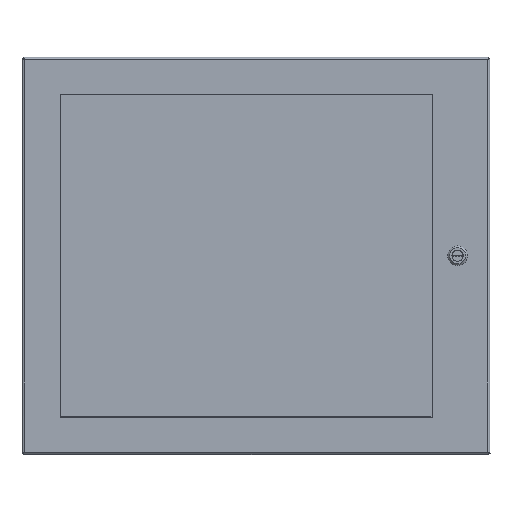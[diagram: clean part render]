
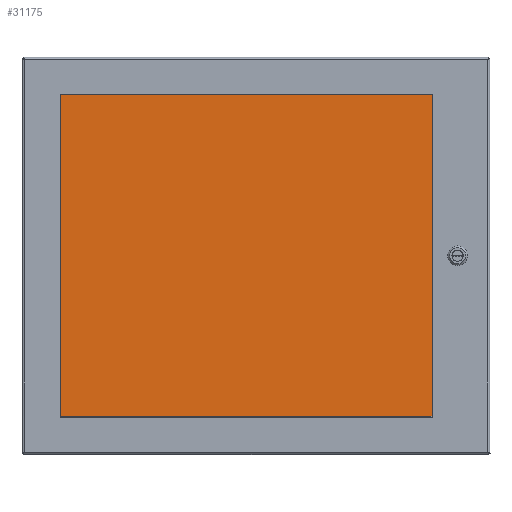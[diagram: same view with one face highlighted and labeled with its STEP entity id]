
A CAD part, front view. The second image highlights one B-rep face of the part: STEP entity #31175.
In plain terms, the highlighted planar face has unit normal (0, -1, 0).
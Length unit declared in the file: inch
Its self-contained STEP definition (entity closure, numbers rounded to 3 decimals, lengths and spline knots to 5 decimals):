
#1195 = DIRECTION ( 'NONE',  ( 0., -1., 0. ) ) ;
#1392 = VECTOR ( 'NONE', #22696, 39.37008 ) ;
#2354 = ORIENTED_EDGE ( 'NONE', *, *, #10524, .F. ) ;
#4483 = LINE ( 'NONE', #22103, #1392 ) ;
#6600 = FACE_OUTER_BOUND ( 'NONE', #16522, .T. ) ;
#7773 = VERTEX_POINT ( 'NONE', #14686 ) ;
#8398 = DIRECTION ( 'NONE',  ( 0., 0., -1. ) ) ;
#10403 = DIRECTION ( 'NONE',  ( 0., 0., 1. ) ) ;
#10524 = EDGE_CURVE ( 'NONE', #35738, #20982, #4483, .T. ) ;
#11195 = DIRECTION ( 'NONE',  ( -1., 0., 0. ) ) ;
#11406 = CARTESIAN_POINT ( 'NONE',  ( 9.8305, -1.796, -20.059 ) ) ;
#14469 = EDGE_CURVE ( 'NONE', #20982, #17293, #38821, .T. ) ;
#14686 = CARTESIAN_POINT ( 'NONE',  ( -10.9195, -1.796, -20.059 ) ) ;
#16522 = EDGE_LOOP ( 'NONE', ( #23850, #39351, #34803, #2354 ) ) ;
#17293 = VERTEX_POINT ( 'NONE', #39222 ) ;
#20982 = VERTEX_POINT ( 'NONE', #36694 ) ;
#22103 = CARTESIAN_POINT ( 'NONE',  ( 9.8305, -1.796, -2.059 ) ) ;
#22696 = DIRECTION ( 'NONE',  ( 1., 0., 0. ) ) ;
#23523 = EDGE_CURVE ( 'NONE', #17293, #7773, #26384, .T. ) ;
#23850 = ORIENTED_EDGE ( 'NONE', *, *, #37139, .F. ) ;
#25717 = VECTOR ( 'NONE', #29842, 39.37008 ) ;
#26384 = LINE ( 'NONE', #38602, #32865 ) ;
#27009 = LINE ( 'NONE', #30428, #25717 ) ;
#28019 = PLANE ( 'NONE',  #30607 ) ;
#29433 = CARTESIAN_POINT ( 'NONE',  ( -10.9195, -1.796, -2.059 ) ) ;
#29747 = VECTOR ( 'NONE', #8398, 39.37008 ) ;
#29842 = DIRECTION ( 'NONE',  ( 0., 0., 1. ) ) ;
#30428 = CARTESIAN_POINT ( 'NONE',  ( -10.9195, -1.796, -2.059 ) ) ;
#30607 = AXIS2_PLACEMENT_3D ( 'NONE', #37818, #1195, #10403 ) ;
#31175 = ADVANCED_FACE ( 'NONE', ( #6600 ), #28019, .T. ) ;
#32865 = VECTOR ( 'NONE', #11195, 39.37008 ) ;
#34803 = ORIENTED_EDGE ( 'NONE', *, *, #14469, .F. ) ;
#35738 = VERTEX_POINT ( 'NONE', #29433 ) ;
#36694 = CARTESIAN_POINT ( 'NONE',  ( 9.8305, -1.796, -2.059 ) ) ;
#37139 = EDGE_CURVE ( 'NONE', #7773, #35738, #27009, .T. ) ;
#37818 = CARTESIAN_POINT ( 'NONE',  ( 10.2055, -1.796, -20.434 ) ) ;
#38602 = CARTESIAN_POINT ( 'NONE',  ( -10.9195, -1.796, -20.059 ) ) ;
#38821 = LINE ( 'NONE', #11406, #29747 ) ;
#39222 = CARTESIAN_POINT ( 'NONE',  ( 9.8305, -1.796, -20.059 ) ) ;
#39351 = ORIENTED_EDGE ( 'NONE', *, *, #23523, .F. ) ;
